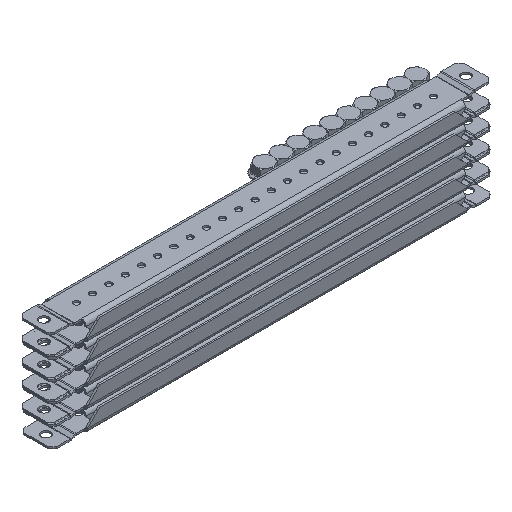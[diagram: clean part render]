
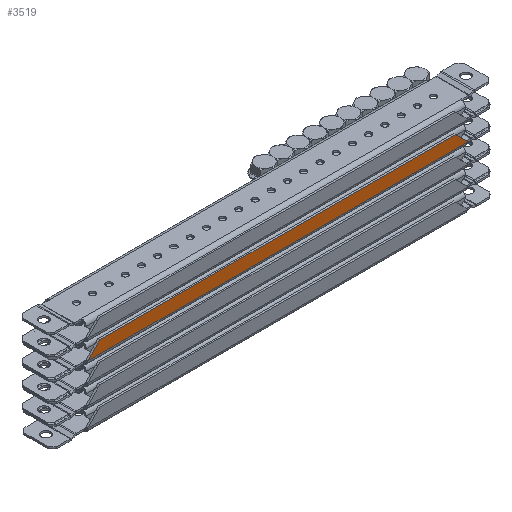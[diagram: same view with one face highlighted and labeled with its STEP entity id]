
A CAD part, isometric view. The second image highlights one B-rep face of the part: STEP entity #3519.
In plain terms, the highlighted planar face has unit normal (0, -1, 0).
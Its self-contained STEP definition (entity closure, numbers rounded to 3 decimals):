
#124 = DIRECTION ( 'NONE',  ( -1., 0., 0. ) ) ;
#314 = FACE_OUTER_BOUND ( 'NONE', #1867, .T. ) ;
#394 = DIRECTION ( 'NONE',  ( 0., 0., -1. ) ) ;
#410 = CARTESIAN_POINT ( 'NONE',  ( 146., -15.9, -2.6 ) ) ;
#459 = LINE ( 'NONE', #1288, #1304 ) ;
#462 = ORIENTED_EDGE ( 'NONE', *, *, #1698, .F. ) ;
#540 = LINE ( 'NONE', #5449, #2635 ) ;
#1039 = EDGE_CURVE ( 'NONE', #2214, #4752, #4417, .T. ) ;
#1288 = CARTESIAN_POINT ( 'NONE',  ( -137., -15.9, -11.6 ) ) ;
#1304 = VECTOR ( 'NONE', #3522, 1000. ) ;
#1440 = VERTEX_POINT ( 'NONE', #1655 ) ;
#1456 = ORIENTED_EDGE ( 'NONE', *, *, #5582, .T. ) ;
#1571 = DIRECTION ( 'NONE',  ( 0., 0., -1. ) ) ;
#1584 = VECTOR ( 'NONE', #4773, 1000. ) ;
#1588 = EDGE_CURVE ( 'NONE', #4853, #2214, #1926, .T. ) ;
#1655 = CARTESIAN_POINT ( 'NONE',  ( 137., -15.9, -11.6 ) ) ;
#1698 = EDGE_CURVE ( 'NONE', #1440, #2060, #540, .T. ) ;
#1852 = VECTOR ( 'NONE', #394, 1000. ) ;
#1867 = EDGE_LOOP ( 'NONE', ( #462, #1456, #5391, #3455, #3215, #3205 ) ) ;
#1926 = LINE ( 'NONE', #5301, #1584 ) ;
#1968 = VERTEX_POINT ( 'NONE', #4548 ) ;
#1998 = CARTESIAN_POINT ( 'NONE',  ( -146., -15.9, -2. ) ) ;
#2007 = CARTESIAN_POINT ( 'NONE',  ( 146., -15.9, 0. ) ) ;
#2060 = VERTEX_POINT ( 'NONE', #2367 ) ;
#2063 = DIRECTION ( 'NONE',  ( 0., 1., 0. ) ) ;
#2214 = VERTEX_POINT ( 'NONE', #1998 ) ;
#2276 = AXIS2_PLACEMENT_3D ( 'NONE', #2007, #2063, #1571 ) ;
#2367 = CARTESIAN_POINT ( 'NONE',  ( -137., -15.9, -11.6 ) ) ;
#2394 = VECTOR ( 'NONE', #5015, 1000. ) ;
#2635 = VECTOR ( 'NONE', #124, 1000. ) ;
#3205 = ORIENTED_EDGE ( 'NONE', *, *, #4281, .T. ) ;
#3215 = ORIENTED_EDGE ( 'NONE', *, *, #1588, .F. ) ;
#3455 = ORIENTED_EDGE ( 'NONE', *, *, #1039, .F. ) ;
#3519 = ADVANCED_FACE ( 'NONE', ( #314 ), #5556, .F. ) ;
#3522 = DIRECTION ( 'NONE',  ( 0.707, 0., -0.707 ) ) ;
#3557 = CARTESIAN_POINT ( 'NONE',  ( 146., -15.9, -2. ) ) ;
#3710 = CARTESIAN_POINT ( 'NONE',  ( 146., -15.9, -2. ) ) ;
#4281 = EDGE_CURVE ( 'NONE', #4853, #2060, #459, .T. ) ;
#4308 = LINE ( 'NONE', #410, #5147 ) ;
#4417 = LINE ( 'NONE', #3557, #2394 ) ;
#4548 = CARTESIAN_POINT ( 'NONE',  ( 146., -15.9, -2.6 ) ) ;
#4752 = VERTEX_POINT ( 'NONE', #3710 ) ;
#4773 = DIRECTION ( 'NONE',  ( 0., 0., 1. ) ) ;
#4792 = DIRECTION ( 'NONE',  ( 0.707, 0., 0.707 ) ) ;
#4853 = VERTEX_POINT ( 'NONE', #5184 ) ;
#5015 = DIRECTION ( 'NONE',  ( 1., 0., 0. ) ) ;
#5147 = VECTOR ( 'NONE', #4792, 1000. ) ;
#5184 = CARTESIAN_POINT ( 'NONE',  ( -146., -15.9, -2.6 ) ) ;
#5301 = CARTESIAN_POINT ( 'NONE',  ( -146., -15.9, 0. ) ) ;
#5391 = ORIENTED_EDGE ( 'NONE', *, *, #5590, .F. ) ;
#5449 = CARTESIAN_POINT ( 'NONE',  ( -146., -15.9, -11.6 ) ) ;
#5556 = PLANE ( 'NONE',  #2276 ) ;
#5582 = EDGE_CURVE ( 'NONE', #1440, #1968, #4308, .T. ) ;
#5590 = EDGE_CURVE ( 'NONE', #4752, #1968, #5629, .T. ) ;
#5629 = LINE ( 'NONE', #5719, #1852 ) ;
#5719 = CARTESIAN_POINT ( 'NONE',  ( 146., -15.9, -11.6 ) ) ;
